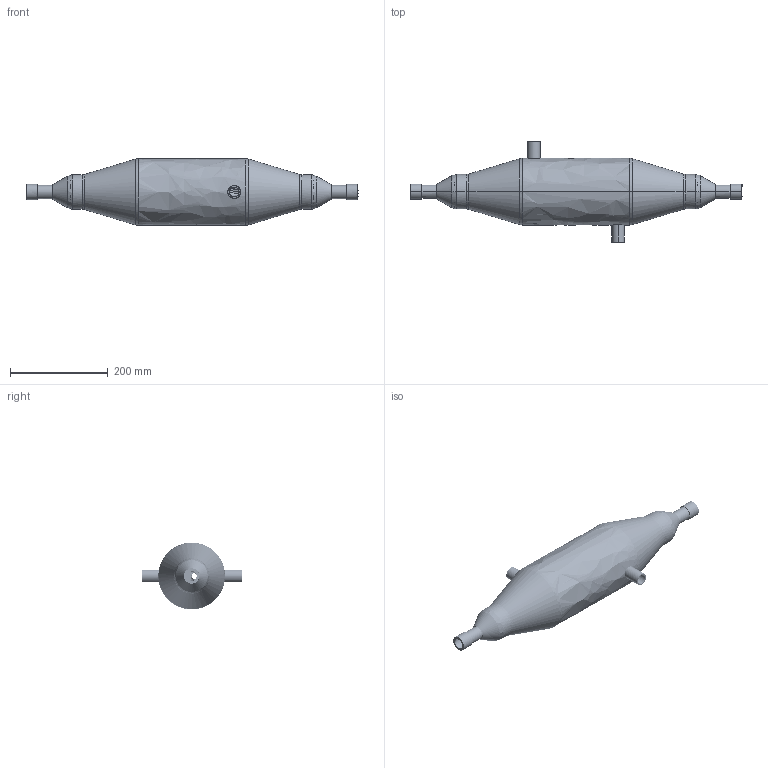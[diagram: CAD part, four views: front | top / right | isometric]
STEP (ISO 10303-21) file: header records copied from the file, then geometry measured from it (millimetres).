
FILE_DESCRIPTION(('FreeCAD Model'),'2;1');
FILE_NAME('Open CASCADE Shape Model','2025-04-25T12:48:08',('FreeCAD'),( 'FreeCAD'),'Open CASCADE STEP processor 7.6','FreeCAD','Unknown');
FILE_SCHEMA(('AUTOMOTIVE_DESIGN { 1 0 10303 214 1 1 1 1 }'));
Products named in the file (1): Open CASCADE STEP translator 7.6 1
Bounding box: 681.07 x 206.53 x 136.87 mm (x, y, z)
Surface area: 804356.8 mm2 (no closed solid volume)
Topology: 0 solids, 348 shells, 348 faces, 11779 edges, 11772 vertices
Faces by surface type: bspline 348
Entity records: 163318 total; most frequent: CARTESIAN_POINT 114749, ORIENTED_EDGE 11772, EDGE_CURVE 11772, VERTEX_POINT 11772, B_SPLINE_CURVE_WITH_KNOTS 11223, FACE_BOUND 418, EDGE_LOOP 418, SHELL_BASED_SURFACE_MODEL 348
